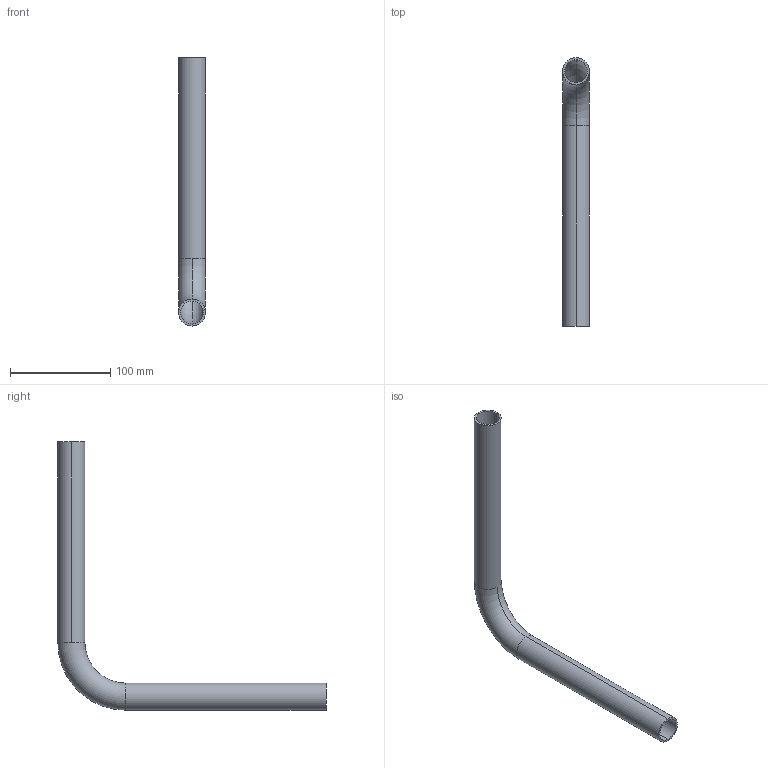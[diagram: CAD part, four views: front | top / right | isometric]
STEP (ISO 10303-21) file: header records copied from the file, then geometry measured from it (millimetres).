
FILE_DESCRIPTION (( 'STEP AP203' ), '1' );
FILE_NAME ('55110-090.STEP', '2016-12-06T11:58:23', ( '' ), ( '' ), 'SwSTEP 2.0', 'SolidWorks 2015', '' );
FILE_SCHEMA (( 'CONFIG_CONTROL_DESIGN' ));
Length unit declared in the file: millimetre
Products named in the file (1): 55110-090
Bounding box: 26.9 x 267.45 x 267.45 mm (x, y, z)
Volume: 75850.6 mm3; surface area: 76173.5 mm2
Topology: 1 solids, 1 shells, 229 faces, 607 edges, 396 vertices
Faces by surface type: bspline 100, plane 87, cylinder 38, torus 4
Entity records: 11500 total; most frequent: CARTESIAN_POINT 6411, ORIENTED_EDGE 1214, DIRECTION 741, EDGE_CURVE 607, VERTEX_POINT 396, VECTOR 281, LINE 281, EDGE_LOOP 247
